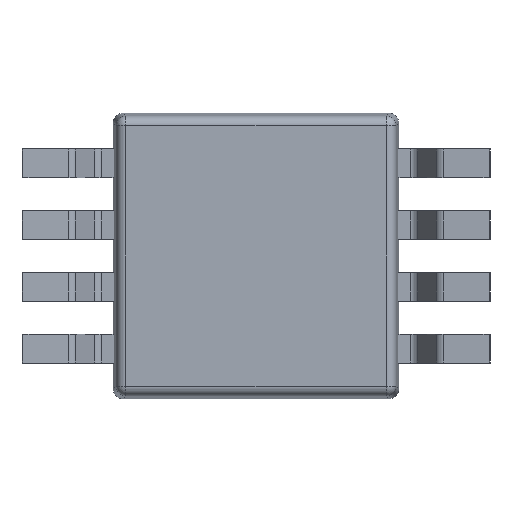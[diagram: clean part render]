
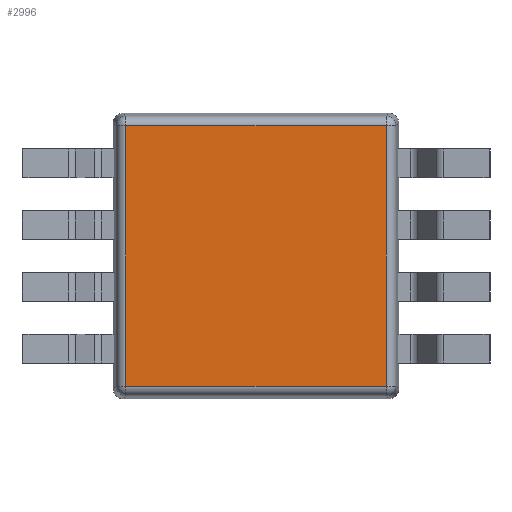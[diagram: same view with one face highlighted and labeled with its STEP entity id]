
A CAD part, front view. The second image highlights one B-rep face of the part: STEP entity #2996.
In plain terms, the highlighted planar face has unit normal (0, -1, 0).
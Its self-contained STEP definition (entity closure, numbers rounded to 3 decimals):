
#531 = VERTEX_POINT ( 'NONE', #3120 ) ;
#646 = DIRECTION ( 'NONE',  ( -1., 0., 0. ) ) ;
#664 = DIRECTION ( 'NONE',  ( 1., 0., 0. ) ) ;
#924 = DIRECTION ( 'NONE',  ( 0., 0., -1. ) ) ;
#969 = LINE ( 'NONE', #5092, #2055 ) ;
#1031 = VERTEX_POINT ( 'NONE', #4543 ) ;
#1099 = EDGE_LOOP ( 'NONE', ( #2332, #5010, #1389, #1668 ) ) ;
#1389 = ORIENTED_EDGE ( 'NONE', *, *, #5302, .T. ) ;
#1526 = EDGE_CURVE ( 'NONE', #531, #5264, #969, .T. ) ;
#1668 = ORIENTED_EDGE ( 'NONE', *, *, #4006, .T. ) ;
#1952 = PLANE ( 'NONE',  #2433 ) ;
#2055 = VECTOR ( 'NONE', #924, 1000. ) ;
#2332 = ORIENTED_EDGE ( 'NONE', *, *, #1526, .T. ) ;
#2433 = AXIS2_PLACEMENT_3D ( 'NONE', #3335, #2435, #5257 ) ;
#2435 = DIRECTION ( 'NONE',  ( 0., -1., 0. ) ) ;
#2528 = VERTEX_POINT ( 'NONE', #5625 ) ;
#2625 = LINE ( 'NONE', #2735, #3549 ) ;
#2735 = CARTESIAN_POINT ( 'NONE',  ( 1.371, 0.102, 0. ) ) ;
#2791 = EDGE_CURVE ( 'NONE', #5264, #1031, #5478, .T. ) ;
#2996 = ADVANCED_FACE ( 'NONE', ( #4960 ), #1952, .T. ) ;
#3120 = CARTESIAN_POINT ( 'NONE',  ( -1.371, 0.102, 1.371 ) ) ;
#3335 = CARTESIAN_POINT ( 'NONE',  ( 0., 0.102, 0. ) ) ;
#3545 = VECTOR ( 'NONE', #646, 1000. ) ;
#3549 = VECTOR ( 'NONE', #5137, 1000. ) ;
#4006 = EDGE_CURVE ( 'NONE', #2528, #531, #5903, .T. ) ;
#4209 = VECTOR ( 'NONE', #664, 1000. ) ;
#4543 = CARTESIAN_POINT ( 'NONE',  ( 1.371, 0.102, -1.371 ) ) ;
#4800 = CARTESIAN_POINT ( 'NONE',  ( 0., 0.102, 1.371 ) ) ;
#4960 = FACE_OUTER_BOUND ( 'NONE', #1099, .T. ) ;
#5010 = ORIENTED_EDGE ( 'NONE', *, *, #2791, .T. ) ;
#5092 = CARTESIAN_POINT ( 'NONE',  ( -1.371, 0.102, 0. ) ) ;
#5137 = DIRECTION ( 'NONE',  ( 0., 0., 1. ) ) ;
#5257 = DIRECTION ( 'NONE',  ( 0., 0., -1. ) ) ;
#5264 = VERTEX_POINT ( 'NONE', #5565 ) ;
#5302 = EDGE_CURVE ( 'NONE', #1031, #2528, #2625, .T. ) ;
#5332 = CARTESIAN_POINT ( 'NONE',  ( 0., 0.102, -1.371 ) ) ;
#5478 = LINE ( 'NONE', #5332, #4209 ) ;
#5565 = CARTESIAN_POINT ( 'NONE',  ( -1.371, 0.102, -1.371 ) ) ;
#5625 = CARTESIAN_POINT ( 'NONE',  ( 1.371, 0.102, 1.371 ) ) ;
#5903 = LINE ( 'NONE', #4800, #3545 ) ;
